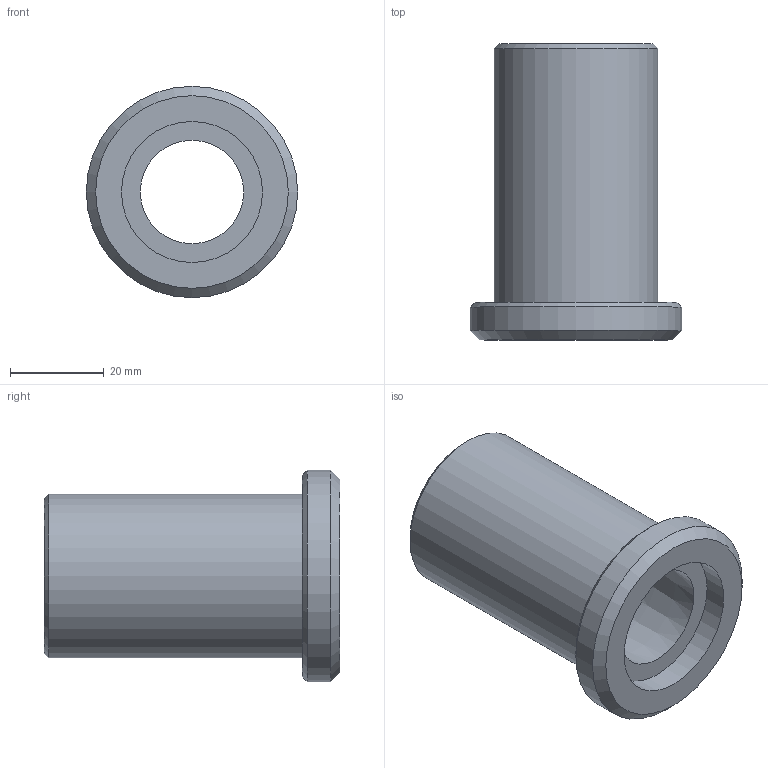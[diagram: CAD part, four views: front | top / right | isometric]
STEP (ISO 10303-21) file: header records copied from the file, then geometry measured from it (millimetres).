
FILE_DESCRIPTION(/* description */ ('OpenFrame - 35mm Blanking Plug'),/* implementation_level */ '2;1');
FILE_NAME(/* name */ 'OpenFrame - 35mm Blanking Plug.stp',/* time_stamp */ '2024-05-30T08:32:24+02:00',/* author */ ('diederichbenedict'),/* organization */ (''),/* preprocessor_version */ 'ST-DEVELOPER v20',/* originating_system */ 'Autodesk Inventor 2024',/* authorisation */ '');
FILE_SCHEMA (('AUTOMOTIVE_DESIGN { 1 0 10303 214 3 1 1 }'));
Length unit declared in the file: metre
Products named in the file (1): OpenFrame - 35mm Blanking Plug
Bounding box: 45 x 63 x 45 mm (x, y, z)
Volume: 33666.3 mm3; surface area: 14114.6 mm2
Topology: 1 solids, 1 shells, 12 faces, 22 edges, 14 vertices
Faces by surface type: cone 4, plane 4, cylinder 4
Full cylindrical faces by diameter (mm): 25.15 x1, 30 x1, 34.9 x1, 45 x1
Entity records: 360 total; most frequent: DIRECTION 62, CARTESIAN_POINT 49, ORIENTED_EDGE 44, AXIS2_PLACEMENT_3D 27, EDGE_CURVE 22, EDGE_LOOP 16, CIRCLE 14, VERTEX_POINT 14
